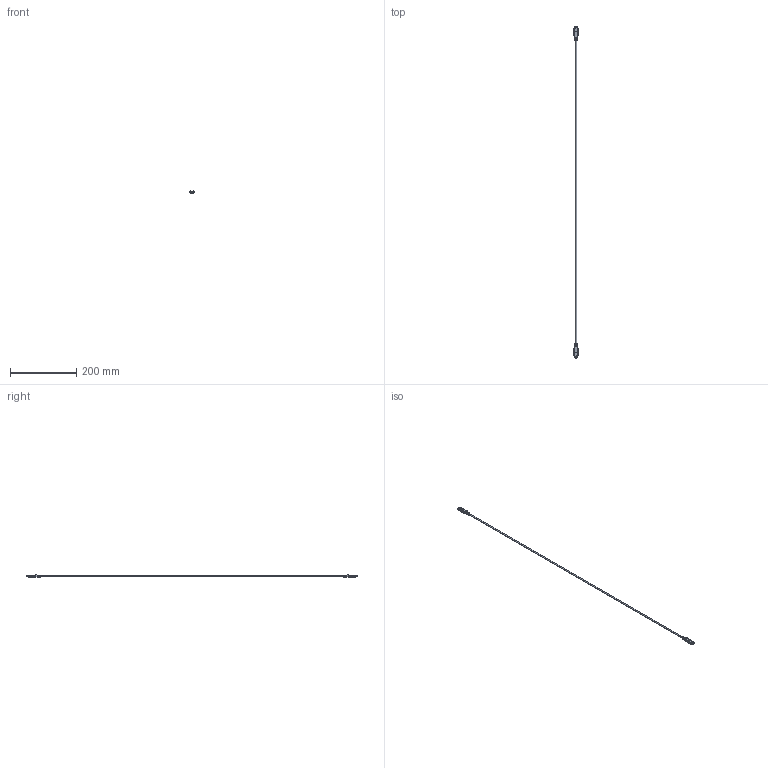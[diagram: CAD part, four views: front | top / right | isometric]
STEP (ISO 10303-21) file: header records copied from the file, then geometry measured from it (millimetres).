
FILE_DESCRIPTION((''),'2;1');
FILE_NAME('20160751_ASM','2019-06-12T',('Administrator'),(''),'PRO/ENGINEER BY PARAMETRIC TECHNOLOGY CORPORATION, 2009440','PRO/ENGINEER BY PARAMETRIC TECHNOLOGY CORPORATION, 2009440','');
FILE_SCHEMA(('CONFIG_CONTROL_DESIGN'));
Products named in the file (12): MANIFOLD_SOLID_BREP_450; MANIFOLD_SOLID_BREP_451; MANIFOLD_SOLID_BREP_452; MANIFOLD_SOLID_BREP_454; MANIFOLD_SOLID_BREP_455; MANIFOLD_SOLID_BREP_456; MANIFOLD_SOLID_BREP_457; MANIFOLD_SOLID_BREP_458; ABC112CC839WR0D_ASM; 2016075_ASM; PRT0060; 20160751_ASM
Assembly tree (12 placements, depth 4):
  20160751_ASM
    ABC112CC839WR0D_ASM
      MANIFOLD_SOLID_BREP_450
      MANIFOLD_SOLID_BREP_451
      MANIFOLD_SOLID_BREP_452
      MANIFOLD_SOLID_BREP_454
      MANIFOLD_SOLID_BREP_455
      MANIFOLD_SOLID_BREP_456
      MANIFOLD_SOLID_BREP_457
      MANIFOLD_SOLID_BREP_458
    2016075_ASM
      ABC112CC839WR0D_ASM
        MANIFOLD_SOLID_BREP_450
        MANIFOLD_SOLID_BREP_451
        MANIFOLD_SOLID_BREP_452
        MANIFOLD_SOLID_BREP_454
        MANIFOLD_SOLID_BREP_455
        MANIFOLD_SOLID_BREP_456
        MANIFOLD_SOLID_BREP_457
        MANIFOLD_SOLID_BREP_458
    PRT0060
Bounding box: 12.25 x 1000 x 7.76 mm (x, y, z)
Volume: 10662.5 mm3; surface area: 19023.6 mm2
Topology: 17 solids, 19 shells, 7616 faces, 22474 edges, 14966 vertices
Faces by surface type: plane 5750, cylinder 1626, bspline 170, torus 34, cone 28, extrusion 8
Entity records: 132580 total; most frequent: CARTESIAN_POINT 29669, ORIENTED_EDGE 22468, DIRECTION 20091, EDGE_CURVE 11235, VECTOR 9041, LINE 9037, VERTEX_POINT 7486, AXIS2_PLACEMENT_3D 5525
